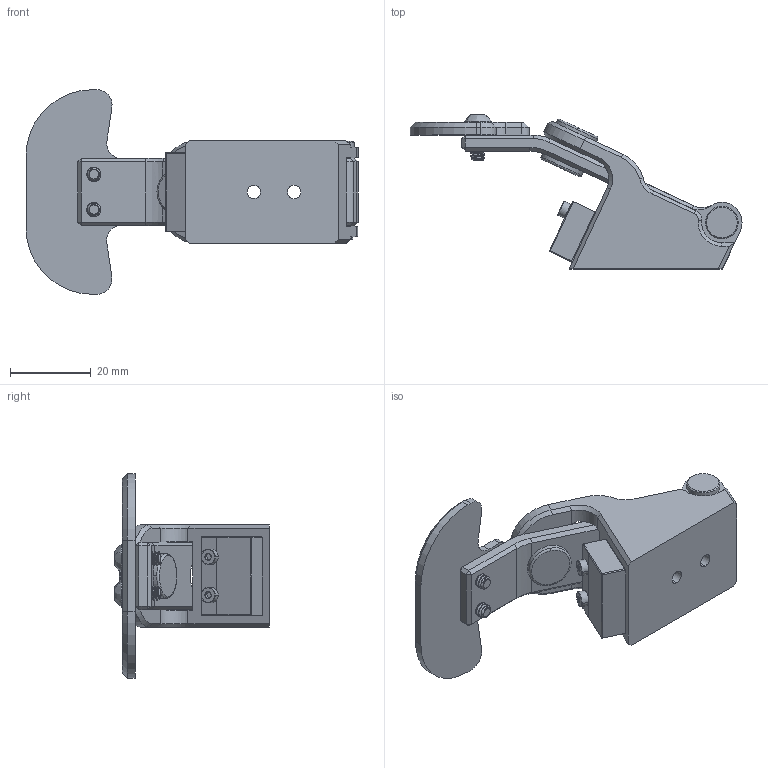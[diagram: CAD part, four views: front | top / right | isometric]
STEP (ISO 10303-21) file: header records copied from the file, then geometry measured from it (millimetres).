
FILE_DESCRIPTION (( 'STEP AP203' ), '1' );
FILE_NAME ('Non Functional Model MSV1.STEP', '2018-09-30T14:31:16', ( '' ), ( '' ), 'SwSTEP 2.0', 'SolidWorks 2017', '' );
FILE_SCHEMA (( 'CONFIG_CONTROL_DESIGN' ));
Length unit declared in the file: inch
Products named in the file (1): Non Functional Model MSV1
Bounding box: 82.4 x 38.27 x 50.8 mm (x, y, z)
Volume: 22155.6 mm3; surface area: 12469.3 mm2
Topology: 1 solids, 1 shells, 540 faces, 1428 edges, 898 vertices
Faces by surface type: cylinder 268, plane 156, cone 93, bspline 23
Entity records: 27988 total; most frequent: CARTESIAN_POINT 15257, ORIENTED_EDGE 2854, DIRECTION 2383, EDGE_CURVE 1427, VERTEX_POINT 898, AXIS2_PLACEMENT_3D 877, VECTOR 629, LINE 629
